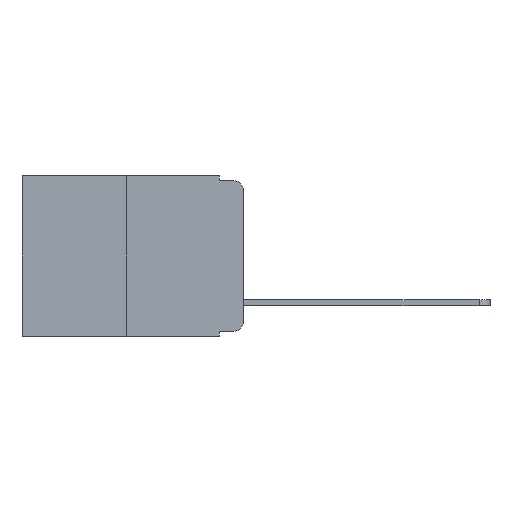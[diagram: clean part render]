
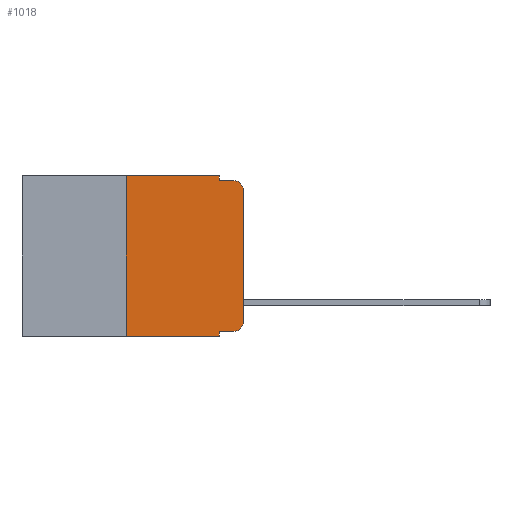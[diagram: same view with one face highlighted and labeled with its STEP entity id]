
A CAD part, left-side view. The second image highlights one B-rep face of the part: STEP entity #1018.
In plain terms, the highlighted planar face has unit normal (-1, 0, 0).
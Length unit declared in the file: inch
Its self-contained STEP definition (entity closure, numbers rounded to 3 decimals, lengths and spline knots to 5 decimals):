
#158 = ORIENTED_EDGE ( 'NONE', *, *, #3766, .F. ) ;
#378 = DIRECTION ( 'NONE',  ( 0., -1., 0. ) ) ;
#417 = CIRCLE ( 'NONE', #13581, 0.02 ) ;
#501 = LINE ( 'NONE', #3861, #12179 ) ;
#1018 = ADVANCED_FACE ( 'NONE', ( #6945 ), #9483, .F. ) ;
#1521 = EDGE_LOOP ( 'NONE', ( #8213, #8560, #158, #6598, #12543, #4415, #10658, #14217, #6112, #9457 ) ) ;
#1697 = VERTEX_POINT ( 'NONE', #4421 ) ;
#1783 = CIRCLE ( 'NONE', #4963, 0.02 ) ;
#1912 = VERTEX_POINT ( 'NONE', #10695 ) ;
#2014 = CARTESIAN_POINT ( 'NONE',  ( 0., 0.051, -0.333 ) ) ;
#2031 = DIRECTION ( 'NONE',  ( -1., 0., 0. ) ) ;
#2353 = VERTEX_POINT ( 'NONE', #13284 ) ;
#2488 = DIRECTION ( 'NONE',  ( 0., 0., -1. ) ) ;
#2620 = EDGE_CURVE ( 'NONE', #8555, #4130, #501, .T. ) ;
#2710 = VECTOR ( 'NONE', #9704, 39.37008 ) ;
#3148 = CARTESIAN_POINT ( 'NONE',  ( 0., 0.051, 0. ) ) ;
#3253 = EDGE_CURVE ( 'NONE', #5601, #3543, #1783, .T. ) ;
#3543 = VERTEX_POINT ( 'NONE', #13102 ) ;
#3714 = AXIS2_PLACEMENT_3D ( 'NONE', #4047, #13786, #6344 ) ;
#3766 = EDGE_CURVE ( 'NONE', #1697, #1912, #10079, .T. ) ;
#3861 = CARTESIAN_POINT ( 'NONE',  ( 0., 0.473, -0.343 ) ) ;
#4047 = CARTESIAN_POINT ( 'NONE',  ( 0., 0.473, 0. ) ) ;
#4130 = VERTEX_POINT ( 'NONE', #11948 ) ;
#4158 = CARTESIAN_POINT ( 'NONE',  ( 0., 0.051, 0. ) ) ;
#4415 = ORIENTED_EDGE ( 'NONE', *, *, #10738, .F. ) ;
#4421 = CARTESIAN_POINT ( 'NONE',  ( 0., 0.051, -0.01 ) ) ;
#4482 = DIRECTION ( 'NONE',  ( 0., -1., 0. ) ) ;
#4529 = DIRECTION ( 'NONE',  ( 0., -1., 0. ) ) ;
#4804 = EDGE_CURVE ( 'NONE', #2353, #5601, #5002, .T. ) ;
#4963 = AXIS2_PLACEMENT_3D ( 'NONE', #13488, #6834, #2488 ) ;
#5002 = LINE ( 'NONE', #2014, #13103 ) ;
#5312 = CARTESIAN_POINT ( 'NONE',  ( 0., 0.25, 0. ) ) ;
#5316 = VERTEX_POINT ( 'NONE', #11847 ) ;
#5490 = EDGE_CURVE ( 'NONE', #5316, #7876, #10552, .T. ) ;
#5601 = VERTEX_POINT ( 'NONE', #6926 ) ;
#5916 = VECTOR ( 'NONE', #10959, 39.37008 ) ;
#5979 = EDGE_CURVE ( 'NONE', #6860, #1912, #417, .T. ) ;
#6112 = ORIENTED_EDGE ( 'NONE', *, *, #4804, .T. ) ;
#6289 = VECTOR ( 'NONE', #9374, 39.37008 ) ;
#6344 = DIRECTION ( 'NONE',  ( 0., 0., -1. ) ) ;
#6565 = LINE ( 'NONE', #3148, #5916 ) ;
#6598 = ORIENTED_EDGE ( 'NONE', *, *, #14355, .F. ) ;
#6628 = LINE ( 'NONE', #13770, #6289 ) ;
#6636 = CARTESIAN_POINT ( 'NONE',  ( 0., 0.473, 0. ) ) ;
#6704 = VECTOR ( 'NONE', #378, 39.37008 ) ;
#6834 = DIRECTION ( 'NONE',  ( -1., 0., 0. ) ) ;
#6860 = VERTEX_POINT ( 'NONE', #12827 ) ;
#6926 = CARTESIAN_POINT ( 'NONE',  ( 0., 0.02, -0.333 ) ) ;
#6945 = FACE_OUTER_BOUND ( 'NONE', #1521, .T. ) ;
#7048 = VECTOR ( 'NONE', #11959, 39.37008 ) ;
#7445 = EDGE_CURVE ( 'NONE', #3543, #6860, #6628, .T. ) ;
#7876 = VERTEX_POINT ( 'NONE', #11680 ) ;
#8213 = ORIENTED_EDGE ( 'NONE', *, *, #7445, .T. ) ;
#8555 = VERTEX_POINT ( 'NONE', #8602 ) ;
#8560 = ORIENTED_EDGE ( 'NONE', *, *, #5979, .T. ) ;
#8602 = CARTESIAN_POINT ( 'NONE',  ( 0., 0.25, -0.343 ) ) ;
#8799 = DIRECTION ( 'NONE',  ( 0., -1., 0. ) ) ;
#8812 = CARTESIAN_POINT ( 'NONE',  ( 0., 0.02, -0.03 ) ) ;
#9255 = EDGE_CURVE ( 'NONE', #2353, #4130, #6565, .T. ) ;
#9374 = DIRECTION ( 'NONE',  ( 0., 0., 1. ) ) ;
#9457 = ORIENTED_EDGE ( 'NONE', *, *, #3253, .T. ) ;
#9483 = PLANE ( 'NONE',  #3714 ) ;
#9704 = DIRECTION ( 'NONE',  ( 0., 0., -1. ) ) ;
#9719 = LINE ( 'NONE', #5312, #7048 ) ;
#9945 = DIRECTION ( 'NONE',  ( 0., 0., -1. ) ) ;
#10079 = LINE ( 'NONE', #12401, #6704 ) ;
#10224 = VECTOR ( 'NONE', #4529, 39.37008 ) ;
#10552 = LINE ( 'NONE', #6636, #10224 ) ;
#10658 = ORIENTED_EDGE ( 'NONE', *, *, #2620, .T. ) ;
#10695 = CARTESIAN_POINT ( 'NONE',  ( 0., 0.02, -0.01 ) ) ;
#10738 = EDGE_CURVE ( 'NONE', #8555, #5316, #9719, .T. ) ;
#10959 = DIRECTION ( 'NONE',  ( 0., 0., -1. ) ) ;
#11680 = CARTESIAN_POINT ( 'NONE',  ( 0., 0.051, 0. ) ) ;
#11847 = CARTESIAN_POINT ( 'NONE',  ( 0., 0.25, 0. ) ) ;
#11948 = CARTESIAN_POINT ( 'NONE',  ( 0., 0.051, -0.343 ) ) ;
#11959 = DIRECTION ( 'NONE',  ( 0., 0., 1. ) ) ;
#11987 = LINE ( 'NONE', #4158, #2710 ) ;
#12179 = VECTOR ( 'NONE', #4482, 39.37008 ) ;
#12401 = CARTESIAN_POINT ( 'NONE',  ( 0., 0.051, -0.01 ) ) ;
#12543 = ORIENTED_EDGE ( 'NONE', *, *, #5490, .F. ) ;
#12827 = CARTESIAN_POINT ( 'NONE',  ( 0., 0., -0.03 ) ) ;
#13102 = CARTESIAN_POINT ( 'NONE',  ( 0., 0., -0.313 ) ) ;
#13103 = VECTOR ( 'NONE', #8799, 39.37008 ) ;
#13284 = CARTESIAN_POINT ( 'NONE',  ( 0., 0.051, -0.333 ) ) ;
#13488 = CARTESIAN_POINT ( 'NONE',  ( 0., 0.02, -0.313 ) ) ;
#13581 = AXIS2_PLACEMENT_3D ( 'NONE', #8812, #2031, #9945 ) ;
#13770 = CARTESIAN_POINT ( 'NONE',  ( 0., 0., 0. ) ) ;
#13786 = DIRECTION ( 'NONE',  ( 1., 0., 0. ) ) ;
#14217 = ORIENTED_EDGE ( 'NONE', *, *, #9255, .F. ) ;
#14355 = EDGE_CURVE ( 'NONE', #7876, #1697, #11987, .T. ) ;
